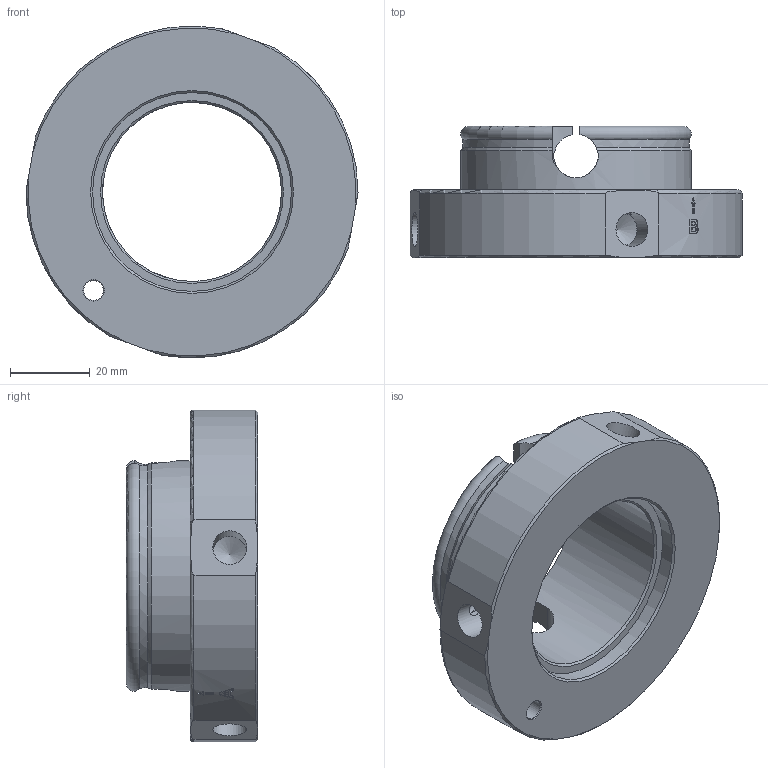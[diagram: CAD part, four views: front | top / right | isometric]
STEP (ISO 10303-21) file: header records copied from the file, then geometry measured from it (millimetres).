
FILE_DESCRIPTION(/* description */ ('Kundenseitig'),/* implementation_level */ '2;1');
FILE_NAME(/* name */ 'MT_BGR00021657.stp',/* time_stamp */ '2022-01-13T12:39:13+01:00',/* author */ ('Daniel.Grischkowski'),/* organization */ ('Majatronic'),/* preprocessor_version */ 'ST-DEVELOPER v16.5',/* originating_system */ 'Autodesk Inventor 2017',/* authorisation */ '');
FILE_SCHEMA (('AUTOMOTIVE_DESIGN { 1 0 10303 214 3 1 1 }'));
Length unit declared in the file: millimetre
Products named in the file (1): MT_WST00068541MT_WST
Bounding box: 83.5 x 33 x 83.48 mm (x, y, z)
Volume: 75487.9 mm3; surface area: 21567.7 mm2
Topology: 1 solids, 5 shells, 158 faces, 401 edges, 266 vertices
Faces by surface type: plane 72, cylinder 47, cone 16, bspline 12, torus 11
Full cylindrical faces by diameter (mm): 4 x4, 5 x1, 6 x4, 8.566 x4, 9 x4, 10.1 x8, 45 x1, 50 x1, 58 x1
Entity records: 4954 total; most frequent: CARTESIAN_POINT 1489, DIRECTION 677, ORIENTED_EDGE 664, EDGE_CURVE 328, AXIS2_PLACEMENT_3D 270, VERTEX_POINT 238, EDGE_LOOP 236, FACE_OUTER_BOUND 158
